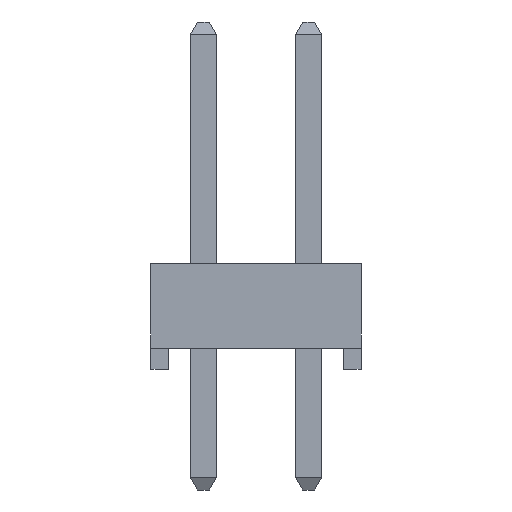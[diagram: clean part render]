
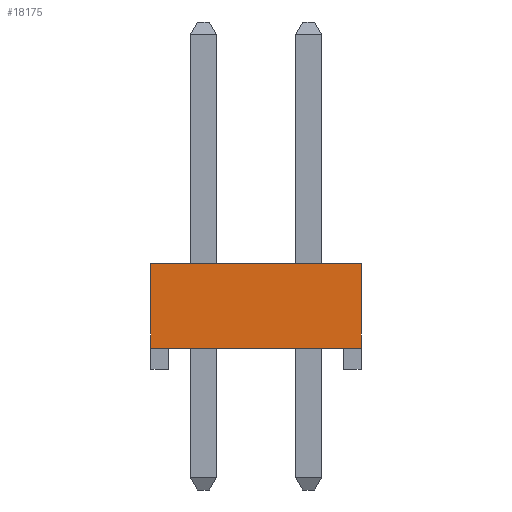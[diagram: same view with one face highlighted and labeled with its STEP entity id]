
A CAD part, left-side view. The second image highlights one B-rep face of the part: STEP entity #18175.
In plain terms, the highlighted planar face has unit normal (-1, 0, 0).
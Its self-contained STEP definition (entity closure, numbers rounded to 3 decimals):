
#145=FACE_OUTER_BOUND($,#1327,.T.);
#1327=EDGE_LOOP($,(#11894,#11895,#11896,#11897));
#2522=LINE($,#25755,#5094);
#2534=LINE($,#25780,#5106);
#2535=LINE($,#25781,#5107);
#2536=LINE($,#25782,#5108);
#5094=VECTOR($,#20811,5.08);
#5106=VECTOR($,#20825,5.08);
#5107=VECTOR($,#20826,2.032);
#5108=VECTOR($,#20827,2.032);
#7658=VERTEX_POINT($,#25752);
#7659=VERTEX_POINT($,#25754);
#7670=VERTEX_POINT($,#25778);
#7671=VERTEX_POINT($,#25779);
#9290=EDGE_CURVE($,#7658,#7659,#2522,.T.);
#9302=EDGE_CURVE($,#7670,#7671,#2534,.T.);
#9303=EDGE_CURVE($,#7659,#7671,#2535,.T.);
#9304=EDGE_CURVE($,#7670,#7658,#2536,.T.);
#11894=ORIENTED_EDGE($,*,*,#9302,.T.);
#11895=ORIENTED_EDGE($,*,*,#9303,.F.);
#11896=ORIENTED_EDGE($,*,*,#9290,.F.);
#11897=ORIENTED_EDGE($,*,*,#9304,.F.);
#16993=PLANE($,#19592);
#18175=ADVANCED_FACE($,(#145),#16993,.F.);
#19592=AXIS2_PLACEMENT_3D($,#25777,#20823,#20824);
#20811=DIRECTION($,(0.,1.,0.));
#20823=DIRECTION('center_axis',(1.,0.,0.));
#20824=DIRECTION('ref_axis',(0.,1.,0.));
#20825=DIRECTION($,(0.,1.,0.));
#20826=DIRECTION($,(0.,0.,1.));
#20827=DIRECTION($,(0.,0.,-1.));
#25752=CARTESIAN_POINT('',(-21.59,-2.54,0.508));
#25754=CARTESIAN_POINT('',(-21.59,2.54,0.508));
#25755=CARTESIAN_POINT($,(-21.59,0.,0.508));
#25777=CARTESIAN_POINT('Origin',(-21.59,0.,1.524));
#25778=CARTESIAN_POINT('',(-21.59,-2.54,2.54));
#25779=CARTESIAN_POINT('',(-21.59,2.54,2.54));
#25780=CARTESIAN_POINT($,(-21.59,0.,2.54));
#25781=CARTESIAN_POINT($,(-21.59,2.54,1.524));
#25782=CARTESIAN_POINT($,(-21.59,-2.54,1.524));
